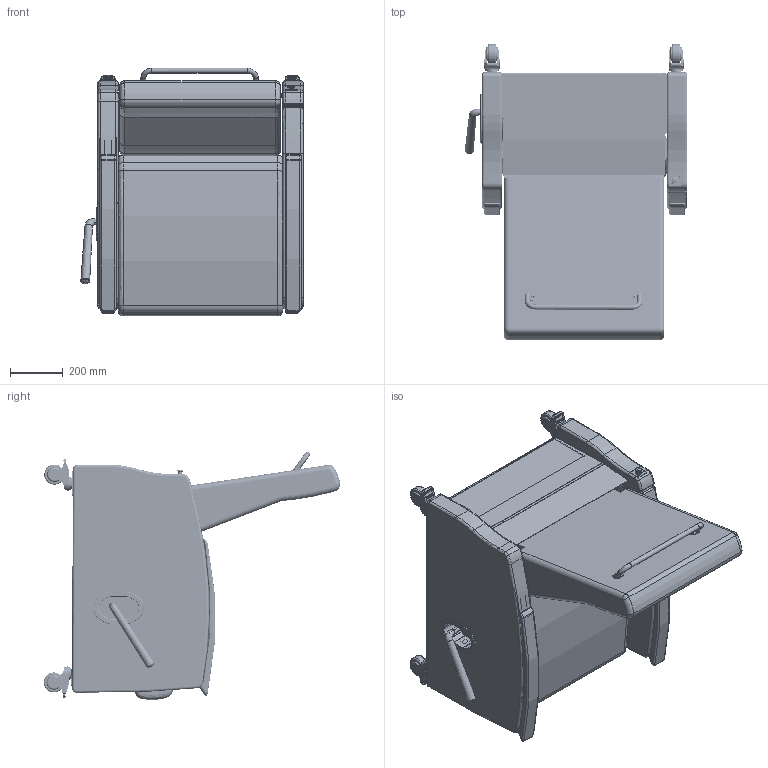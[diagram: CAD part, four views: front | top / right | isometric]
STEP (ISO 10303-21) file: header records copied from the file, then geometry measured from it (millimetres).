
FILE_DESCRIPTION(/* description */ (''),/* implementation_level */ '2;1');
FILE_NAME(/* name */ 'R1067W.stp',/* time_stamp */ '2017-09-14T14:01:00-04:00',/* author */ ('emehringer'),/* organization */ (''),/* preprocessor_version */ 'ST-DEVELOPER v16.5',/* originating_system */ 'Autodesk Inventor 2017',/* authorisation */ '');
FILE_SCHEMA (('AUTOMOTIVE_DESIGN { 1 0 10303 214 3 1 1 }'));
Products named in the file (51): R1067U-W-J (SYMBOL); 4000 UKP; 4000 USEAT; 4000 UKO; BEZEL-1; HDL 3000 BLK; HDL 3000 BLKPLASTIC; HDL 3000 BLK METAL; E1010-1 ACARM L; E1067-1 LARM R; FD400-2 R; EV7070 UBACK FLAP; E1010-1 MAC BLK; H1010 UBACK; 1060 ARM L; 1060-20L; 1060-20; E1017-1-04; E1017-1-04_1; 1060-21L; 1060-21-A; ROLLOVER T-NUT .25 (FOR 18MM); ACBL 103; ACBL-1 102; E1017-2-04A; E1017-2-04A_1; E1017-2-04A_2; 1/4-20X2-1/4 PHIL. TRUSS HEAD; STAPLE 7-32 X 1.375; STAPLE1.5; HINGE 22 NEW (closed); HINGE 22 NEW; HINGE 22 NEW PIN; 7000-2 CON PLT; Knob and spring; PLT 1060 LO M; 6X1 FP DT Z; CAST COL 4inSLB; _NG-03AMP-125-TL-TP01_fork; _TP01_Next Generation Series_0 ...
Assembly tree (129 placements, depth 4):
  R1067U-W-J (SYMBOL)
    4000 UKP
    4000 USEAT
    4000 UKO
    BEZEL-1
    HDL 3000 BLK
      HDL 3000 BLKPLASTIC
      HDL 3000 BLK METAL
    E1010-1 ACARM L
    E1067-1 LARM R
    FD400-2 R
    EV7070 UBACK FLAP
    E1010-1 MAC BLK  x2
    H1010 UBACK
    1060 ARM L
      1060-20L
        1060-20
        ROLLOVER T-NUT .25 (FOR 18MM)  x7
      E1017-1-04
        E1017-1-04_1
        ROLLOVER T-NUT .25 (FOR 18MM)  x2
      1060-21L
        1060-21-A
        ROLLOVER T-NUT .25 (FOR 18MM)  x10
      ACBL 103
      ACBL-1 102  x3
      E1017-2-04A
      E1017-2-04A_1
      E1017-2-04A_2  x2
      1/4-20X2-1/4 PHIL. TRUSS HEAD  x4
      STAPLE 7-32 X 1.375  x16
      STAPLE1.5  x33
    HINGE 22 NEW (closed)
      HINGE 22 NEW  x2
      HINGE 22 NEW PIN
    7000-2 CON PLT
    Knob and spring
    PLT 1060 LO M
    6X1 FP DT Z  x2
    CAST COL 4inSLB  x4
      _NG-03AMP-125-TL-TP01_fork
      _TP01_Next Generation Series_0
      _NG-03QDP-125-SW-TP01_rivet
      _NG-03AMP-125-TL-TP01_wheel_core
      _NG-03AMP-125-TL-TP01_wheel_tread
      _NG-03AMP-125-TL-TP01_wheel_guard
      _NG-03AMP-125-TL-TP01_wheel_tguard
      _NG-03AMP-125-TL-TP01_cap
    PB3
      PUSH BAR 17.625
        PUSH BAR 17.625_1
        PUSH BAR 17.625 right side
      1420X1.5 PSHPB  x2
Bounding box: 843.38 x 1124.95 x 939.71 mm (x, y, z)
Volume: 188278313.4 mm3; surface area: 8306714.4 mm2
Topology: 145 solids, 260 shells, 4440 faces, 11485 edges, 7332 vertices
Faces by surface type: plane 1980, cylinder 1812, torus 286, sphere 161, cone 122, bspline 79
Full cylindrical faces by diameter (mm): 2.794 x1, 3.505 x2, 5.953 x1, 6.198 x2, 6.35 x25, 7.671 x19, 7.925 x2, 7.938 x31, 10.541 x2, 11.112 x8, 11.989 x4, 12.497 x2, 12.7 x1, 14.287 x4, 14.554 x4, 14.877 x4, 15.062 x4, 15.24 x8, 19.05 x3, 19.075 x5, 23.812 x1, 25.4 x4, 30.162 x1, 31.75 x2, 38.049 x4, 44.298 x4, 52.273 x4, 55.372 x8, 57.15 x8, 76.2 x4
Entity records: 64829 total; most frequent: CARTESIAN_POINT 22882, DIRECTION 8673, ORIENTED_EDGE 7780, EDGE_CURVE 4156, AXIS2_PLACEMENT_3D 3292, VERTEX_POINT 2886, LINE 2089, VECTOR 2089
